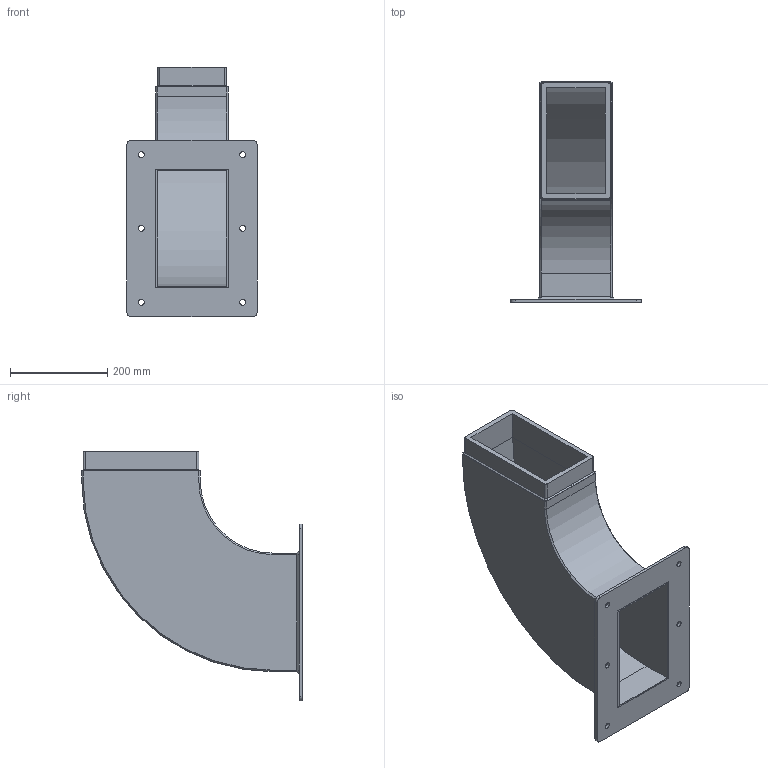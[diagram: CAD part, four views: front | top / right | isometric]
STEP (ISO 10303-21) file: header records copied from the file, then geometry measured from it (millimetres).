
FILE_DESCRIPTION(/* description */ ('ASSEMBLY'),/* implementation_level */ '2;1');
FILE_NAME(/* name */ 'SWANNECK6X1.stp',/* time_stamp */ '2021-06-07T09:29:04+02:00',/* author */ ('se-jenboh'),/* organization */ (''),/* preprocessor_version */ 'ST-DEVELOPER v17.2',/* originating_system */ 'Autodesk Inventor 2019',/* authorisation */ '');
FILE_SCHEMA (('AUTOMOTIVE_DESIGN { 1 0 10303 214 3 1 1 }'));
Length unit declared in the file: millimetre
Products named in the file (7): 100-060817-01; 100-060817-01_1; 100-060825-01; 100-060819 SWANNECK 6; 100-060826-01; 100-060827-01; 100-060824-01
Assembly tree (7 placements, depth 2):
  100-060817-01
    100-060817-01_1
    100-060825-01
    100-060819 SWANNECK 6  x2
    100-060826-01
    100-060827-01
    100-060824-01
Bounding box: 268.5 x 454 x 514 mm (x, y, z)
Volume: 2218112.7 mm3; surface area: 1069942.8 mm2
Topology: 7 solids, 7 shells, 160 faces, 382 edges, 228 vertices
Faces by surface type: plane 122, cylinder 30, cone 8
Full cylindrical faces by diameter (mm): 12 x6
Entity records: 4540 total; most frequent: DIRECTION 758, CARTESIAN_POINT 734, ORIENTED_EDGE 716, EDGE_CURVE 358, LINE 286, VECTOR 286, AXIS2_PLACEMENT_3D 236, VERTEX_POINT 212
